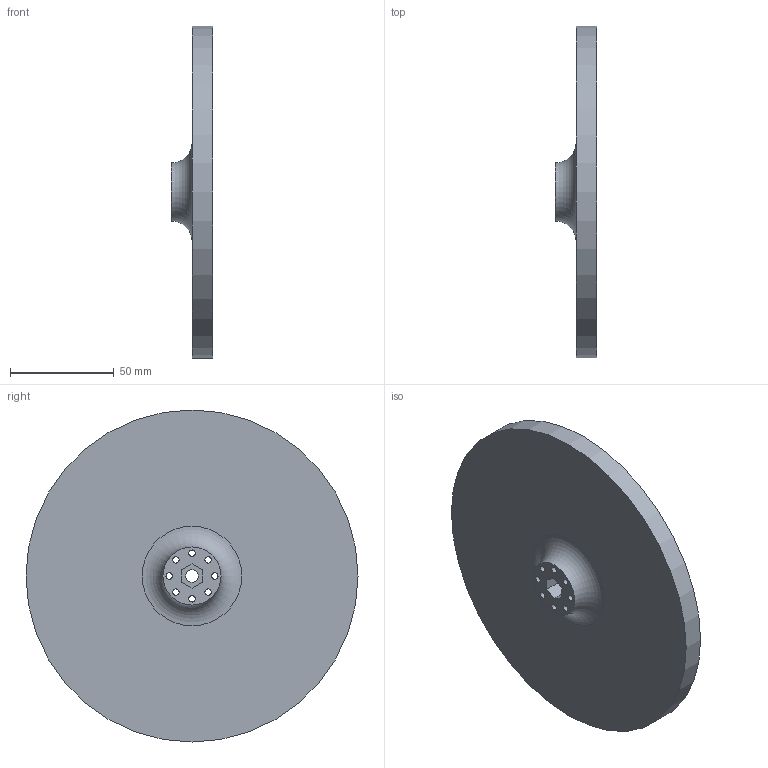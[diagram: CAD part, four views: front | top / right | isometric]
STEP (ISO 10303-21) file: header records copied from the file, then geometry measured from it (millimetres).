
FILE_DESCRIPTION(/* description */ (''),/* implementation_level */ '2;1');
FILE_NAME(/* name */ '',/* time_stamp */ '2024-10-29T19:16:42+01:00',/* author */ ('owozn'),/* organization */ (''),/* preprocessor_version */ 'ST-DEVELOPER v20',/* originating_system */ 'Autodesk Inventor 2024',/* authorisation */ '');
FILE_SCHEMA (('AUTOMOTIVE_DESIGN { 1 0 10303 214 3 1 1 }'));
Length unit declared in the file: millimetre
Products named in the file (1): uMule-kolo_napędowe
Bounding box: 19.81 x 160 x 160 mm (x, y, z)
Volume: 202774.6 mm3; surface area: 47663.5 mm2
Topology: 1 solids, 1 shells, 24 faces, 72 edges, 65 vertices
Faces by surface type: plane 11, cylinder 11, torus 1, cone 1
Full cylindrical faces by diameter (mm): 3.1 x8, 6 x1, 12 x1, 160 x1
Entity records: 877 total; most frequent: DIRECTION 152, CARTESIAN_POINT 146, ORIENTED_EDGE 112, AXIS2_PLACEMENT_3D 61, EDGE_CURVE 56, EDGE_LOOP 45, VERTEX_POINT 37, CIRCLE 36
